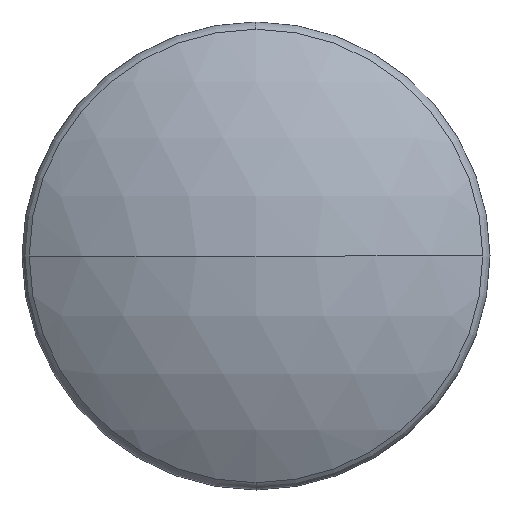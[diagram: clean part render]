
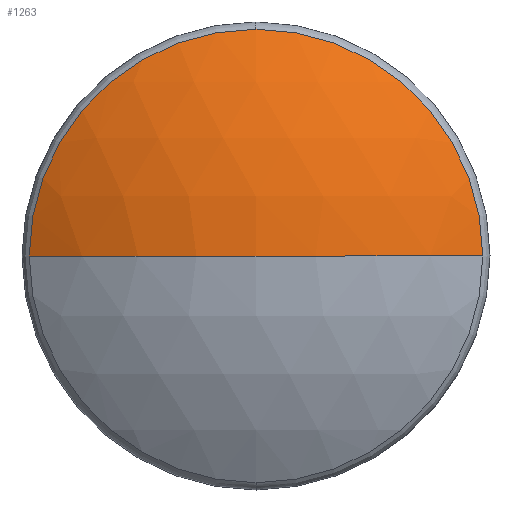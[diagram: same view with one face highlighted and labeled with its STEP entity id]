
A CAD part, left-side view. The second image highlights one B-rep face of the part: STEP entity #1263.
In plain terms, the highlighted spherical face has radius 6.921 mm.
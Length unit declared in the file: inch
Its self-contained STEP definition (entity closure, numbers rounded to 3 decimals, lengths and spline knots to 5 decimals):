
#1 = EDGE_LOOP ( 'NONE', ( #178, #179, #180, #181 ) ) ;
#69 = AXIS2_PLACEMENT_3D ( 'NONE', #765, #766, #767 ) ;
#72 = CIRCLE ( 'NONE', #69, 0.2725 ) ;
#79 = AXIS2_PLACEMENT_3D ( 'NONE', #744, #745, #746 ) ;
#82 = CIRCLE ( 'NONE', #79, 0.14533 ) ;
#86 = AXIS2_PLACEMENT_3D ( 'NONE', #733, #734, #735 ) ;
#89 = CIRCLE ( 'NONE', #86, 0.2725 ) ;
#178 = ORIENTED_EDGE ( 'NONE', *, *, #1317, .F. ) ;
#179 = ORIENTED_EDGE ( 'NONE', *, *, #1326, .T. ) ;
#180 = ORIENTED_EDGE ( 'NONE', *, *, #1320, .F. ) ;
#181 = ORIENTED_EDGE ( 'NONE', *, *, #1309, .F. ) ;
#542 = CARTESIAN_POINT ( 'NONE',  ( 0.1425, 0.3, 0. ) ) ;
#552 = FACE_OUTER_BOUND ( 'NONE', #1, .T. ) ;
#553 = SPHERICAL_SURFACE ( 'NONE', #935, 0.2725 ) ;
#556 = DIRECTION ( 'NONE',  ( 0., 0., 1. ) ) ;
#557 = DIRECTION ( 'NONE',  ( 0., 1., 0. ) ) ;
#711 = CARTESIAN_POINT ( 'NONE',  ( -0.08801, 0.3, 0. ) ) ;
#712 = DIRECTION ( 'NONE',  ( 1., 0., 0. ) ) ;
#713 = DIRECTION ( 'NONE',  ( 0., 0., -1. ) ) ;
#733 = CARTESIAN_POINT ( 'NONE',  ( 0.1425, 0.3, 0. ) ) ;
#734 = DIRECTION ( 'NONE',  ( 0., 0., -1. ) ) ;
#735 = DIRECTION ( 'NONE',  ( -1., 0., 0. ) ) ;
#744 = CARTESIAN_POINT ( 'NONE',  ( -0.08801, 0.3, 0. ) ) ;
#745 = DIRECTION ( 'NONE',  ( 1., 0., 0. ) ) ;
#746 = DIRECTION ( 'NONE',  ( 0., 0., -1. ) ) ;
#765 = CARTESIAN_POINT ( 'NONE',  ( 0.1425, 0.3, 0. ) ) ;
#766 = DIRECTION ( 'NONE',  ( 0., 0., 1. ) ) ;
#767 = DIRECTION ( 'NONE',  ( 0., -1., 0. ) ) ;
#900 = CARTESIAN_POINT ( 'NONE',  ( -0.13, 0.3, 0. ) ) ;
#935 = AXIS2_PLACEMENT_3D ( 'NONE', #542, #556, #557 ) ;
#1035 = CIRCLE ( 'NONE', #1079, 0.14533 ) ;
#1079 = AXIS2_PLACEMENT_3D ( 'NONE', #711, #712, #713 ) ;
#1088 = CARTESIAN_POINT ( 'NONE',  ( -0.08801, 0.44533, 0. ) ) ;
#1092 = CARTESIAN_POINT ( 'NONE',  ( -0.08801, 0.3, 0.14533 ) ) ;
#1093 = CARTESIAN_POINT ( 'NONE',  ( -0.08801, 0.15467, 0. ) ) ;
#1263 = ADVANCED_FACE ( 'NONE', ( #552 ), #553, .T. ) ;
#1309 = EDGE_CURVE ( 'NONE', #1378, #1382, #1035, .T. ) ;
#1317 = EDGE_CURVE ( 'NONE', #1376, #1378, #89, .T. ) ;
#1320 = EDGE_CURVE ( 'NONE', #1382, #1383, #82, .T. ) ;
#1326 = EDGE_CURVE ( 'NONE', #1376, #1383, #72, .T. ) ;
#1376 = VERTEX_POINT ( 'NONE', #900 ) ;
#1378 = VERTEX_POINT ( 'NONE', #1088 ) ;
#1382 = VERTEX_POINT ( 'NONE', #1092 ) ;
#1383 = VERTEX_POINT ( 'NONE', #1093 ) ;
